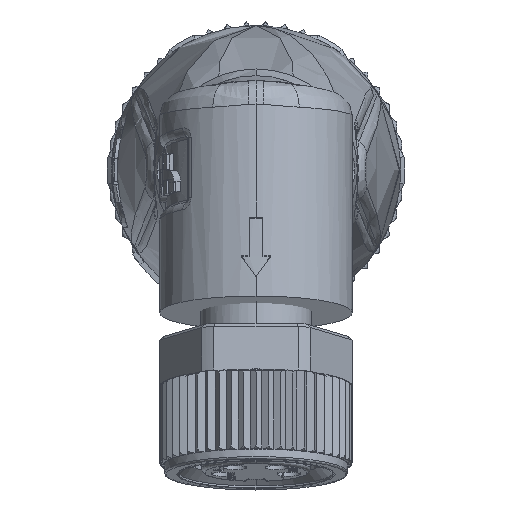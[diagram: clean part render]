
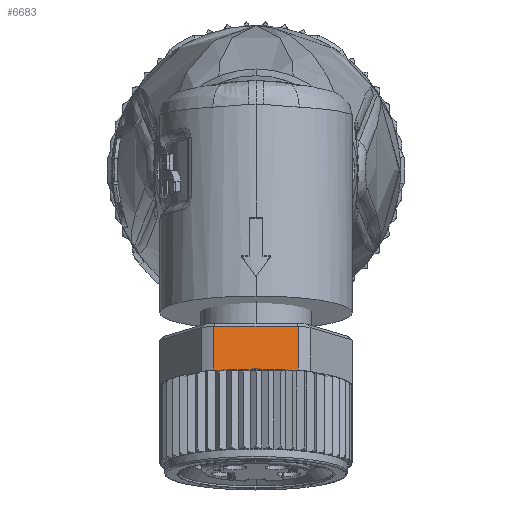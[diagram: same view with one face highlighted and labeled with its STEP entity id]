
A CAD part, front view. The second image highlights one B-rep face of the part: STEP entity #6683.
In plain terms, the highlighted planar face has unit normal (0, -0.985, 0.174).
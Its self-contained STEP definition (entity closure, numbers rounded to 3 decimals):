
#6683=ADVANCED_FACE('',(#14846),#14847,.F.);
#7541=EDGE_CURVE('',#15893,#15922,#16130,.T.);
#7549=EDGE_CURVE('',#16138,#15893,#16141,.T.);
#7557=EDGE_CURVE('',#15922,#16150,#16151,.T.);
#8097=EDGE_CURVE('',#16138,#16850,#16854,.T.);
#8105=EDGE_CURVE('',#16865,#16862,#16866,.T.);
#8109=EDGE_CURVE('',#16870,#16862,#16871,.T.);
#8113=EDGE_CURVE('',#16870,#16875,#16876,.T.);
#8141=EDGE_CURVE('',#16915,#16875,#16916,.T.);
#8169=EDGE_CURVE('',#16865,#16850,#16951,.T.);
#8171=EDGE_CURVE('',#16953,#16915,#16954,.T.);
#8173=EDGE_CURVE('',#16956,#16953,#16957,.T.);
#8175=EDGE_CURVE('',#16956,#16959,#16960,.T.);
#8177=EDGE_CURVE('',#16959,#16962,#16963,.T.);
#8179=EDGE_CURVE('',#16150,#16962,#16965,.T.);
#14846=FACE_OUTER_BOUND('',#69221,.T.);
#14847=PLANE('',#69222);
#15893=VERTEX_POINT('',#71399);
#15922=VERTEX_POINT('',#71458);
#16130=LINE('',#71899,#71900);
#16138=VERTEX_POINT('',#71912);
#16141=LINE('',#71916,#71917);
#16150=VERTEX_POINT('',#71932);
#16151=LINE('',#71933,#71934);
#16850=VERTEX_POINT('',#73762);
#16854=LINE('',#73768,#73769);
#16862=VERTEX_POINT('',#73790);
#16865=VERTEX_POINT('',#73794);
#16866=B_SPLINE_CURVE_WITH_KNOTS('',3,(#73795,#73796,#73797,#73798,#73799,#73800,#73801,#73802),.UNSPECIFIED.,.F.,.F.,(4,1,1,1,1,4),(0.0,0.2,0.4,0.6,0.8,1.0),.UNSPECIFIED.);
#16870=VERTEX_POINT('',#73815);
#16871=LINE('',#73816,#73817);
#16875=VERTEX_POINT('',#73824);
#16876=LINE('',#73825,#73826);
#16915=VERTEX_POINT('',#73947);
#16916=LINE('',#73948,#73949);
#16951=LINE('',#74026,#74027);
#16953=VERTEX_POINT('',#74030);
#16954=LINE('',#74031,#74032);
#16956=VERTEX_POINT('',#74035);
#16957=LINE('',#74036,#74037);
#16959=VERTEX_POINT('',#74040);
#16960=B_SPLINE_CURVE_WITH_KNOTS('',3,(#74041,#74042,#74043,#74044,#74045,#74046,#74047,#74048),.UNSPECIFIED.,.F.,.F.,(4,1,1,1,1,4),(0.0,0.2,0.4,0.6,0.8,1.0),.UNSPECIFIED.);
#16962=VERTEX_POINT('',#74051);
#16963=LINE('',#74052,#74053);
#16965=LINE('',#74056,#74057);
#69221=EDGE_LOOP('',(#101266,#101267,#101268,#101269,#101270,#101271,#101272,#101273,#101274,#101275,#101276,#101277,#101278,#101279));
#69222=AXIS2_PLACEMENT_3D('',#101280,#101281,#101282);
#71399=CARTESIAN_POINT('',(-2.179,-5.994,-8.086));
#71458=CARTESIAN_POINT('',(2.179,-5.994,-8.086));
#71899=CARTESIAN_POINT('',(-2.179,-5.994,-8.086));
#71900=VECTOR('',#104060,4.359);
#71912=CARTESIAN_POINT('',(-2.179,-6.393,-10.351));
#71916=CARTESIAN_POINT('',(-2.179,-6.393,-10.351));
#71917=VECTOR('',#104068,2.3);
#71932=CARTESIAN_POINT('',(2.179,-6.393,-10.351));
#71933=CARTESIAN_POINT('',(2.179,-5.994,-8.086));
#71934=VECTOR('',#104074,2.3);
#73762=CARTESIAN_POINT('',(-1.976,-6.393,-10.351));
#73768=CARTESIAN_POINT('',(-2.179,-6.393,-10.351));
#73769=VECTOR('',#104381,0.204);
#73790=CARTESIAN_POINT('',(-1.67,-6.393,-10.351));
#73794=CARTESIAN_POINT('',(-1.976,-6.4,-10.386));
#73795=CARTESIAN_POINT('',(-1.976,-6.4,-10.386));
#73796=CARTESIAN_POINT('',(-1.96,-6.399,-10.382));
#73797=CARTESIAN_POINT('',(-1.926,-6.398,-10.374));
#73798=CARTESIAN_POINT('',(-1.871,-6.396,-10.364));
#73799=CARTESIAN_POINT('',(-1.81,-6.395,-10.357));
#73800=CARTESIAN_POINT('',(-1.744,-6.394,-10.352));
#73801=CARTESIAN_POINT('',(-1.695,-6.393,-10.351));
#73802=CARTESIAN_POINT('',(-1.67,-6.393,-10.351));
#73815=CARTESIAN_POINT('',(-1.533,-6.393,-10.351));
#73816=CARTESIAN_POINT('',(-1.533,-6.393,-10.351));
#73817=VECTOR('',#104386,0.137);
#73824=CARTESIAN_POINT('',(-1.525,-6.393,-10.351));
#73825=CARTESIAN_POINT('',(-1.533,-6.393,-10.351));
#73826=VECTOR('',#104388,0.008);
#73947=CARTESIAN_POINT('',(1.525,-6.393,-10.351));
#73948=CARTESIAN_POINT('',(1.525,-6.393,-10.351));
#73949=VECTOR('',#104403,3.051);
#74026=CARTESIAN_POINT('',(-1.976,-6.4,-10.386));
#74027=VECTOR('',#104417,0.036);
#74030=CARTESIAN_POINT('',(1.533,-6.393,-10.351));
#74031=CARTESIAN_POINT('',(1.533,-6.393,-10.351));
#74032=VECTOR('',#104418,0.008);
#74035=CARTESIAN_POINT('',(1.67,-6.393,-10.351));
#74036=CARTESIAN_POINT('',(1.67,-6.393,-10.351));
#74037=VECTOR('',#104419,0.137);
#74040=CARTESIAN_POINT('',(1.976,-6.4,-10.386));
#74041=CARTESIAN_POINT('',(1.67,-6.393,-10.351));
#74042=CARTESIAN_POINT('',(1.695,-6.393,-10.351));
#74043=CARTESIAN_POINT('',(1.744,-6.394,-10.352));
#74044=CARTESIAN_POINT('',(1.81,-6.395,-10.357));
#74045=CARTESIAN_POINT('',(1.871,-6.396,-10.364));
#74046=CARTESIAN_POINT('',(1.926,-6.398,-10.374));
#74047=CARTESIAN_POINT('',(1.96,-6.399,-10.382));
#74048=CARTESIAN_POINT('',(1.976,-6.4,-10.386));
#74051=CARTESIAN_POINT('',(1.976,-6.393,-10.351));
#74052=CARTESIAN_POINT('',(1.976,-6.4,-10.386));
#74053=VECTOR('',#104420,0.036);
#74056=CARTESIAN_POINT('',(2.179,-6.393,-10.351));
#74057=VECTOR('',#104421,0.204);
#101266=ORIENTED_EDGE('',*,*,#7549,.F.);
#101267=ORIENTED_EDGE('',*,*,#8097,.T.);
#101268=ORIENTED_EDGE('',*,*,#8169,.F.);
#101269=ORIENTED_EDGE('',*,*,#8105,.T.);
#101270=ORIENTED_EDGE('',*,*,#8109,.F.);
#101271=ORIENTED_EDGE('',*,*,#8113,.T.);
#101272=ORIENTED_EDGE('',*,*,#8141,.F.);
#101273=ORIENTED_EDGE('',*,*,#8171,.F.);
#101274=ORIENTED_EDGE('',*,*,#8173,.F.);
#101275=ORIENTED_EDGE('',*,*,#8175,.T.);
#101276=ORIENTED_EDGE('',*,*,#8177,.T.);
#101277=ORIENTED_EDGE('',*,*,#8179,.F.);
#101278=ORIENTED_EDGE('',*,*,#7557,.F.);
#101279=ORIENTED_EDGE('',*,*,#7541,.F.);
#101280=CARTESIAN_POINT('',(2.179,-6.393,-10.351));
#101281=DIRECTION('',(0.0,0.985,-0.174));
#101282=DIRECTION('',(0.0,-0.174,-0.985));
#104060=DIRECTION('',(1.0,0.,0.));
#104068=DIRECTION('',(0.,0.174,0.985));
#104074=DIRECTION('',(0.,-0.174,-0.985));
#104381=DIRECTION('',(1.0,0.0,0.0));
#104386=DIRECTION('',(-1.0,0.0,0.0));
#104388=DIRECTION('',(1.0,0.0,0.0));
#104403=DIRECTION('',(-1.0,0.0,0.0));
#104417=DIRECTION('',(0.0,0.174,0.985));
#104418=DIRECTION('',(-1.0,0.0,0.0));
#104419=DIRECTION('',(-1.0,0.0,0.0));
#104420=DIRECTION('',(0.0,0.174,0.985));
#104421=DIRECTION('',(-1.0,0.0,0.0));
